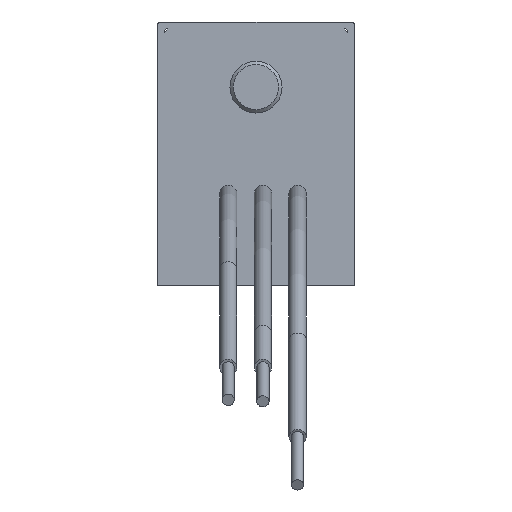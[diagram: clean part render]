
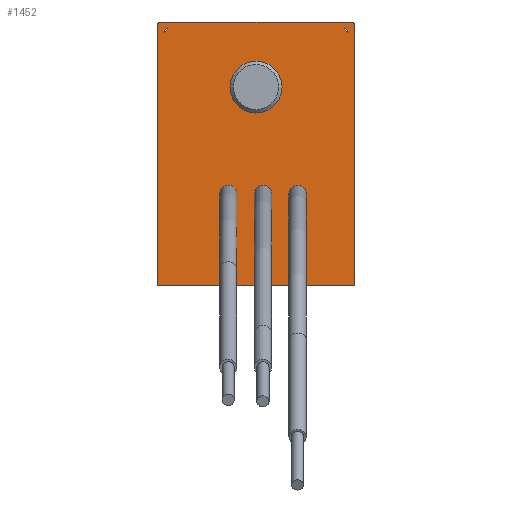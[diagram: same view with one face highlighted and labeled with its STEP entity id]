
A CAD part, left-side view. The second image highlights one B-rep face of the part: STEP entity #1452.
In plain terms, the highlighted planar face has unit normal (-1, 0, 0).
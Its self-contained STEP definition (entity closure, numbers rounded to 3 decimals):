
#161=CARTESIAN_POINT('',(-75.,-2.4,-5.65));
#162=VERTEX_POINT('',#161);
#163=CARTESIAN_POINT('',(-75.,-2.4,-6.15));
#164=DIRECTION('',(1.0,0.0,0.0));
#165=DIRECTION('',(0.0,0.0,-1.0));
#166=AXIS2_PLACEMENT_3D('',#163,#164,#165);
#167=CIRCLE('',#166,0.5);
#168=EDGE_CURVE('',#162,#162,#167,.T.);
#278=CARTESIAN_POINT('',(-75.,1.6,-5.65));
#279=VERTEX_POINT('',#278);
#280=CARTESIAN_POINT('',(-75.,1.6,-6.15));
#281=DIRECTION('',(1.0,0.0,0.0));
#282=DIRECTION('',(0.0,0.0,-1.0));
#283=AXIS2_PLACEMENT_3D('',#280,#281,#282);
#284=CIRCLE('',#283,0.5);
#285=EDGE_CURVE('',#279,#279,#284,.T.);
#395=CARTESIAN_POINT('',(-75.,-0.4,-5.65));
#396=VERTEX_POINT('',#395);
#397=CARTESIAN_POINT('',(-75.,-0.4,-6.15));
#398=DIRECTION('',(1.0,0.0,0.0));
#399=DIRECTION('',(0.0,0.0,-1.0));
#400=AXIS2_PLACEMENT_3D('',#397,#398,#399);
#401=CIRCLE('',#400,0.5);
#402=EDGE_CURVE('',#396,#396,#401,.T.);
#835=CARTESIAN_POINT('',(-75.,1.5,0.));
#836=VERTEX_POINT('',#835);
#837=CARTESIAN_POINT('',(-75.,0.,0.));
#838=DIRECTION('',(1.0,0.0,0.0));
#839=DIRECTION('',(0.0,-1.0,0.0));
#840=AXIS2_PLACEMENT_3D('',#837,#838,#839);
#841=CIRCLE('',#840,1.5);
#842=EDGE_CURVE('',#836,#836,#841,.T.);
#910=CARTESIAN_POINT('',(-75.,5.3,3.15));
#911=VERTEX_POINT('',#910);
#928=CARTESIAN_POINT('',(-75.,5.3,3.2));
#929=VERTEX_POINT('',#928);
#936=CARTESIAN_POINT('',(-75.,5.3,3.15));
#937=DIRECTION('',(0.0,0.0,1.0));
#938=VECTOR('',#937,0.05);
#939=LINE('',#936,#938);
#940=EDGE_CURVE('',#911,#929,#939,.T.);
#950=CARTESIAN_POINT('',(-75.,5.1,3.35));
#951=VERTEX_POINT('',#950);
#960=CARTESIAN_POINT('',(-75.,5.15,3.35));
#961=VERTEX_POINT('',#960);
#962=CARTESIAN_POINT('',(-75.,5.15,3.35));
#963=DIRECTION('',(0.0,-1.0,0.0));
#964=VECTOR('',#963,0.05);
#965=LINE('',#962,#964);
#966=EDGE_CURVE('',#961,#951,#965,.T.);
#990=CARTESIAN_POINT('',(-75.,-5.3,3.15));
#991=VERTEX_POINT('',#990);
#1000=CARTESIAN_POINT('',(-75.,-5.3,3.2));
#1001=VERTEX_POINT('',#1000);
#1002=CARTESIAN_POINT('',(-75.,-5.3,3.2));
#1003=DIRECTION('',(0.0,0.0,-1.0));
#1004=VECTOR('',#1003,0.05);
#1005=LINE('',#1002,#1004);
#1006=EDGE_CURVE('',#1001,#991,#1005,.T.);
#1038=CARTESIAN_POINT('',(-75.,5.15,3.2));
#1039=DIRECTION('',(1.0,0.,0.));
#1040=DIRECTION('',(0.,1.0,0.));
#1041=AXIS2_PLACEMENT_3D('',#1038,#1039,#1040);
#1042=CIRCLE('',#1041,0.15);
#1043=EDGE_CURVE('',#929,#961,#1042,.T.);
#1054=CARTESIAN_POINT('',(-75.,-5.1,3.35));
#1055=VERTEX_POINT('',#1054);
#1072=CARTESIAN_POINT('',(-75.,-5.15,3.35));
#1073=VERTEX_POINT('',#1072);
#1080=CARTESIAN_POINT('',(-75.,-5.1,3.35));
#1081=DIRECTION('',(0.0,-1.0,0.0));
#1082=VECTOR('',#1081,0.05);
#1083=LINE('',#1080,#1082);
#1084=EDGE_CURVE('',#1055,#1073,#1083,.T.);
#1102=CARTESIAN_POINT('',(-75.,-5.15,3.2));
#1103=DIRECTION('',(1.0,0.,0.));
#1104=DIRECTION('',(0.,0.,1.0));
#1105=AXIS2_PLACEMENT_3D('',#1102,#1103,#1104);
#1106=CIRCLE('',#1105,0.15);
#1107=EDGE_CURVE('',#1073,#1001,#1106,.T.);
#1128=CARTESIAN_POINT('',(-75.,-5.7,3.55));
#1129=VERTEX_POINT('',#1128);
#1136=CARTESIAN_POINT('',(-75.,-5.7,-11.45));
#1137=VERTEX_POINT('',#1136);
#1138=CARTESIAN_POINT('',(-75.,-5.7,-11.45));
#1139=DIRECTION('',(0.0,0.0,1.0));
#1140=VECTOR('',#1139,15.);
#1141=LINE('',#1138,#1140);
#1142=EDGE_CURVE('',#1137,#1129,#1141,.T.);
#1189=CARTESIAN_POINT('',(-75.,-5.5,3.75));
#1190=VERTEX_POINT('',#1189);
#1197=CARTESIAN_POINT('',(-75.,-5.5,3.55));
#1198=DIRECTION('',(-1.0,0.,0.));
#1199=DIRECTION('',(0.,0.,-1.0));
#1200=AXIS2_PLACEMENT_3D('',#1197,#1198,#1199);
#1201=CIRCLE('',#1200,0.2);
#1202=EDGE_CURVE('',#1129,#1190,#1201,.T.);
#1221=CARTESIAN_POINT('',(-75.,5.5,3.75));
#1222=VERTEX_POINT('',#1221);
#1229=CARTESIAN_POINT('',(-75.,-5.5,3.75));
#1230=DIRECTION('',(0.0,1.0,0.0));
#1231=VECTOR('',#1230,11.);
#1232=LINE('',#1229,#1231);
#1233=EDGE_CURVE('',#1190,#1222,#1232,.T.);
#1253=CARTESIAN_POINT('',(-75.,5.7,3.55));
#1254=VERTEX_POINT('',#1253);
#1261=CARTESIAN_POINT('',(-75.,5.5,3.55));
#1262=DIRECTION('',(-1.0,0.,0.));
#1263=DIRECTION('',(0.,-1.0,0.));
#1264=AXIS2_PLACEMENT_3D('',#1261,#1262,#1263);
#1265=CIRCLE('',#1264,0.2);
#1266=EDGE_CURVE('',#1222,#1254,#1265,.T.);
#1285=CARTESIAN_POINT('',(-75.,5.7,-11.45));
#1286=VERTEX_POINT('',#1285);
#1293=CARTESIAN_POINT('',(-75.,5.7,3.55));
#1294=DIRECTION('',(0.0,0.0,-1.0));
#1295=VECTOR('',#1294,15.0);
#1296=LINE('',#1293,#1295);
#1297=EDGE_CURVE('',#1254,#1286,#1296,.T.);
#1361=CARTESIAN_POINT('',(-75.,5.7,-11.45));
#1362=DIRECTION('',(0.0,-1.0,0.0));
#1363=VECTOR('',#1362,11.4);
#1364=LINE('',#1361,#1363);
#1365=EDGE_CURVE('',#1286,#1137,#1364,.T.);
#1383=CARTESIAN_POINT('',(-75.,-5.1,3.35));
#1384=DIRECTION('',(0.0,-0.707,-0.707));
#1385=VECTOR('',#1384,0.283);
#1386=LINE('',#1383,#1385);
#1387=EDGE_CURVE('',#1055,#991,#1386,.T.);
#1405=CARTESIAN_POINT('',(-75.,5.3,3.15));
#1406=DIRECTION('',(0.0,-0.707,0.707));
#1407=VECTOR('',#1406,0.283);
#1408=LINE('',#1405,#1407);
#1409=EDGE_CURVE('',#911,#951,#1408,.T.);
#1415=CARTESIAN_POINT('',(-75.,0.,-4.085));
#1416=DIRECTION('',(1.0,0.0,0.0));
#1417=DIRECTION('',(0.0,1.0,0.0));
#1418=AXIS2_PLACEMENT_3D('',#1415,#1416,#1417);
#1419=PLANE('',#1418);
#1420=ORIENTED_EDGE('',*,*,#1365,.T.);
#1421=ORIENTED_EDGE('',*,*,#1142,.T.);
#1422=ORIENTED_EDGE('',*,*,#1202,.T.);
#1423=ORIENTED_EDGE('',*,*,#1233,.T.);
#1424=ORIENTED_EDGE('',*,*,#1266,.T.);
#1425=ORIENTED_EDGE('',*,*,#1297,.T.);
#1426=EDGE_LOOP('',(#1420,#1421,#1422,#1423,#1424,#1425));
#1427=FACE_OUTER_BOUND('',#1426,.T.);
#1428=ORIENTED_EDGE('',*,*,#168,.T.);
#1429=EDGE_LOOP('',(#1428));
#1430=FACE_BOUND('',#1429,.T.);
#1431=ORIENTED_EDGE('',*,*,#285,.T.);
#1432=EDGE_LOOP('',(#1431));
#1433=FACE_BOUND('',#1432,.T.);
#1434=ORIENTED_EDGE('',*,*,#402,.T.);
#1435=EDGE_LOOP('',(#1434));
#1436=FACE_BOUND('',#1435,.T.);
#1437=ORIENTED_EDGE('',*,*,#940,.T.);
#1438=ORIENTED_EDGE('',*,*,#1043,.T.);
#1439=ORIENTED_EDGE('',*,*,#966,.T.);
#1440=ORIENTED_EDGE('',*,*,#1409,.F.);
#1441=EDGE_LOOP('',(#1437,#1438,#1439,#1440));
#1442=FACE_BOUND('',#1441,.T.);
#1443=ORIENTED_EDGE('',*,*,#842,.T.);
#1444=EDGE_LOOP('',(#1443));
#1445=FACE_BOUND('',#1444,.T.);
#1446=ORIENTED_EDGE('',*,*,#1084,.T.);
#1447=ORIENTED_EDGE('',*,*,#1107,.T.);
#1448=ORIENTED_EDGE('',*,*,#1006,.T.);
#1449=ORIENTED_EDGE('',*,*,#1387,.F.);
#1450=EDGE_LOOP('',(#1446,#1447,#1448,#1449));
#1451=FACE_BOUND('',#1450,.T.);
#1452=ADVANCED_FACE('',(#1427,#1430,#1433,#1436,#1442,#1445,#1451),#1419,.F.);
